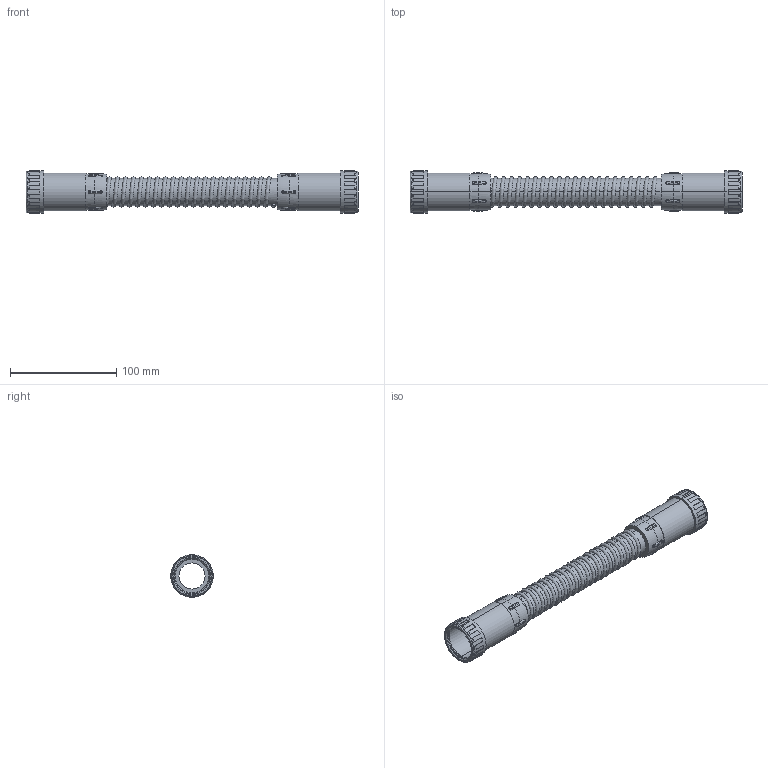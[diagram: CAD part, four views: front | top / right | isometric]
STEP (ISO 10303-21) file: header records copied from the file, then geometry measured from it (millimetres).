
FILE_DESCRIPTION (( 'STEP AP214' ), '1' );
FILE_NAME ('CTA10D-CXT32-K41 - Ìóôòà ãèáêàÿ òðóáà-òðóáà IP65 CXT32.STEP', '2016-05-20T11:58:12', ( '' ), ( '' ), 'SwSTEP 2.0', 'SolidWorks 2014', '' );
FILE_SCHEMA (( 'AUTOMOTIVE_DESIGN' ));
Length unit declared in the file: millimetre
Products named in the file (1): CTA10D-CXT32-K41 - Ìóôòà ãèáêàÿ òðóáà-òðóáà IP65 CXT32
Bounding box: 312 x 40 x 40 mm (x, y, z)
Volume: 60062 mm3; surface area: 65256.8 mm2
Topology: 1 solids, 5 shells, 390 faces, 1068 edges, 672 vertices
Faces by surface type: plane 139, cylinder 90, torus 68, bspline 61, cone 32
Entity records: 24627 total; most frequent: CARTESIAN_POINT 15330, ORIENTED_EDGE 2088, DIRECTION 1789, EDGE_CURVE 1044, AXIS2_PLACEMENT_3D 735, VERTEX_POINT 672, EDGE_LOOP 408, CIRCLE 405
